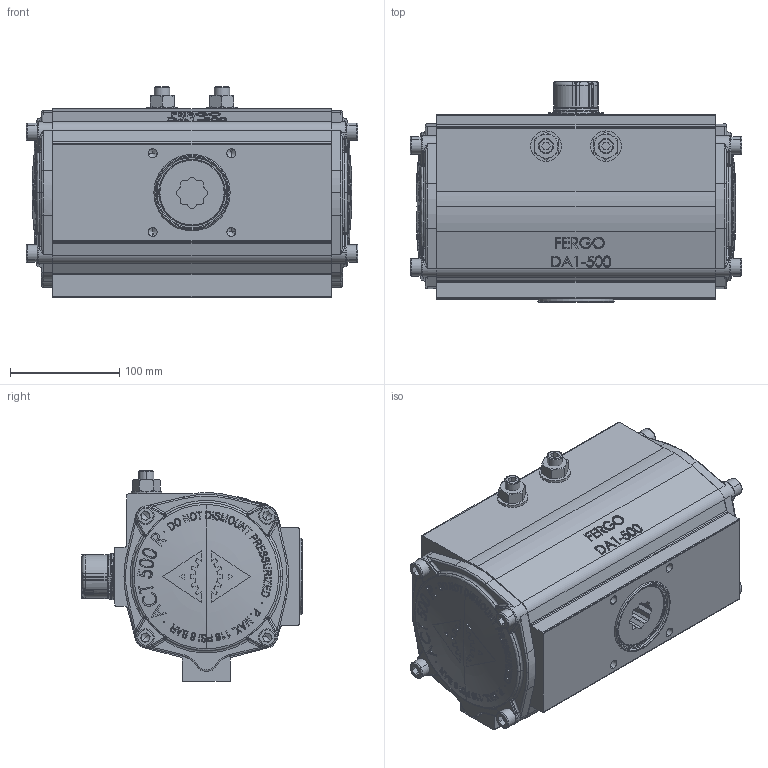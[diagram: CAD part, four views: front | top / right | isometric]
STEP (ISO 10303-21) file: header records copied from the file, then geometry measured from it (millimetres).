
FILE_DESCRIPTION (( 'STEP AP214' ), '1' );
FILE_NAME ('DA500-Pneumatischer-Doppeltwirkend-Schwenkantrieb-Fergo.STEP', '2022-11-11T13:11:08', ( '' ), ( '' ), 'SwSTEP 2.0', 'SolidWorks 2022', '' );
FILE_SCHEMA (( 'AUTOMOTIVE_DESIGN' ));
Length unit declared in the file: millimetre
Products named in the file (1): DA500-Pneumatischer-Doppeltwirkend-Schwenkantrieb-Fergo
Bounding box: 304 x 202.29 x 193.2 mm (x, y, z)
Volume: 2517667.4 mm3; surface area: 520444.9 mm2
Topology: 28 solids, 28 shells, 4995 faces, 13525 edges, 8689 vertices
Faces by surface type: plane 2640, cylinder 934, bspline 736, cone 255, torus 215, sphere 215
Entity records: 211630 total; most frequent: CARTESIAN_POINT 87919, ORIENTED_EDGE 26756, DIRECTION 25411, EDGE_CURVE 13378, AXIS2_PLACEMENT_3D 9968, VERTEX_POINT 8680, CIRCLE 5708, VECTOR 5475
